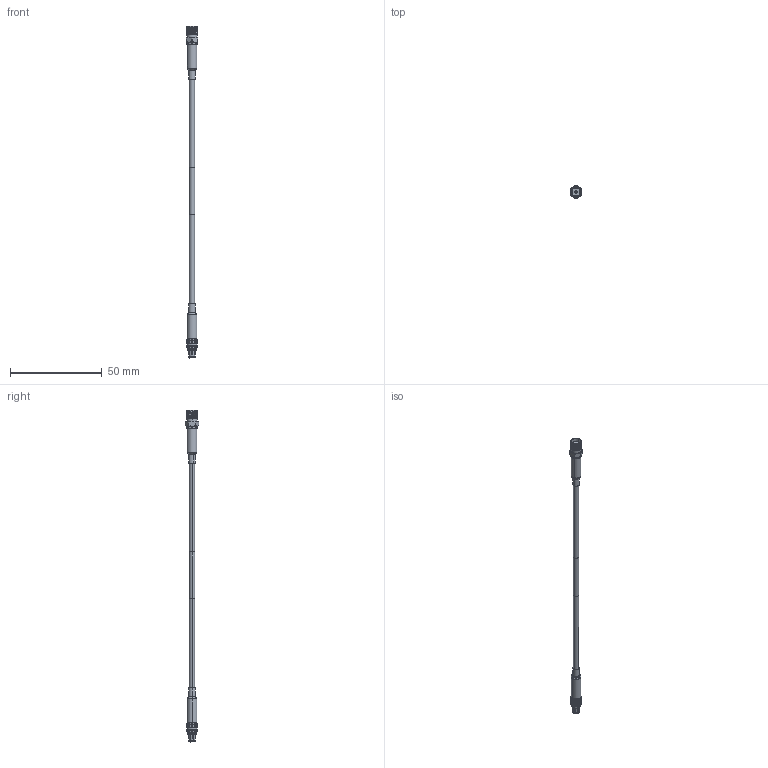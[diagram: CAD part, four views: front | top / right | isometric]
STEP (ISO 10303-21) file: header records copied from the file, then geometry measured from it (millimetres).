
FILE_DESCRIPTION (( 'STEP AP214' ), '1' );
FILE_NAME ('FMCA3204_3D.step', '2023-05-01T22:09:40', ( '' ), ( '' ), 'SwSTEP 2.0', 'SolidWorks 2022', '' );
FILE_SCHEMA (( 'AUTOMOTIVE_DESIGN' ));
Length unit declared in the file: inch
Products named in the file (5): RG174_WITH LABEL; RG174-HEATSHRINK_.75" Long; PE45137 ¦ SC7078; FMCA3204_3D; SC9413A
Assembly tree (5 placements, depth 2):
  FMCA3204_3D
    RG174_WITH LABEL
    PE45137 ¦ SC7078
    SC9413A
    RG174-HEATSHRINK_.75" Long  x2
Bounding box: 6.35 x 7.15 x 180.8 mm (x, y, z)
Volume: 1599.1 mm3; surface area: 3654.6 mm2
Topology: 7 solids, 7 shells, 249 faces, 560 edges, 345 vertices
Faces by surface type: cylinder 108, plane 64, cone 54, torus 18, bspline 5
Entity records: 7881 total; most frequent: CARTESIAN_POINT 2458, DIRECTION 1133, ORIENTED_EDGE 1032, EDGE_CURVE 516, AXIS2_PLACEMENT_3D 475, VERTEX_POINT 321, EDGE_LOOP 253, CIRCLE 245
